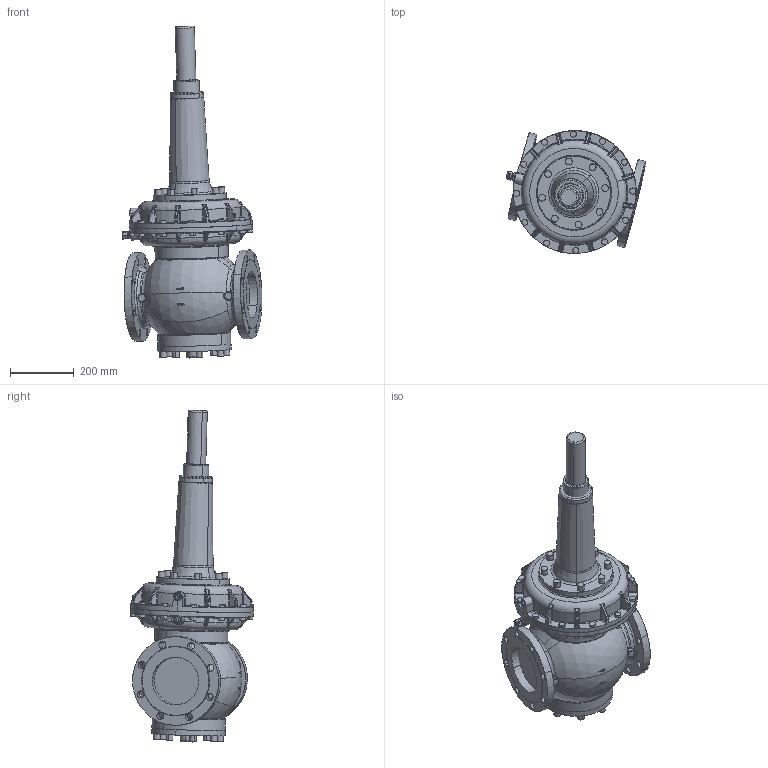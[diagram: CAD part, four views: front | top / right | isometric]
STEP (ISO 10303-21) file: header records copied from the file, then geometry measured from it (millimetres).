
FILE_DESCRIPTION(('CATIA V5 STEP Exchange'),'2;1');
FILE_NAME('R100-R100-U DN150 390 ANSI.stp','2023-05-08T13:22:44+00:00',('none'),('none'),'CATIA Version 5-6 Release 2018 SP2','CATIA V5 STEP AP203','none');
FILE_SCHEMA(('CONFIG_CONTROL_DESIGN'));
Products named in the file (1): Product1
Assembly tree (3 placements, depth 2):
  Product1
    #57
    #929
    #67897
Bounding box: 438.77 x 385.59 x 1042.01 mm (x, y, z)
Volume: 41077967.2 mm3; surface area: 1256263.2 mm2
Topology: 4 solids, 22 shells, 1511 faces, 3637 edges, 2124 vertices
Faces by surface type: cylinder 504, torus 322, bspline 261, plane 256, sphere 93, cone 75
Entity records: 70496 total; most frequent: CARTESIAN_POINT 41657, ORIENTED_EDGE 7050, DIRECTION 3742, EDGE_CURVE 3525, AXIS2_PLACEMENT_3D 2207, VERTEX_POINT 2124, EDGE_LOOP 1615, ADVANCED_FACE 1511
